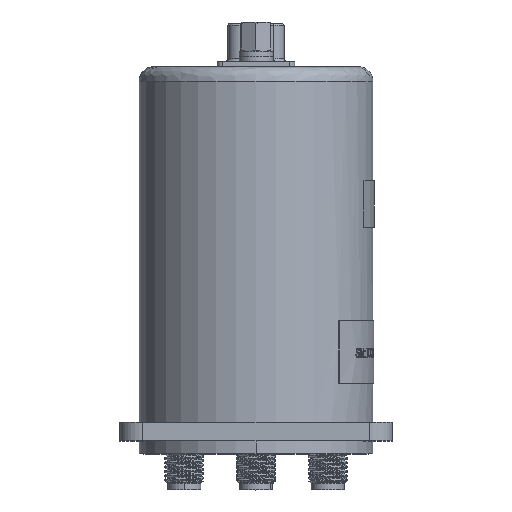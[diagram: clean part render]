
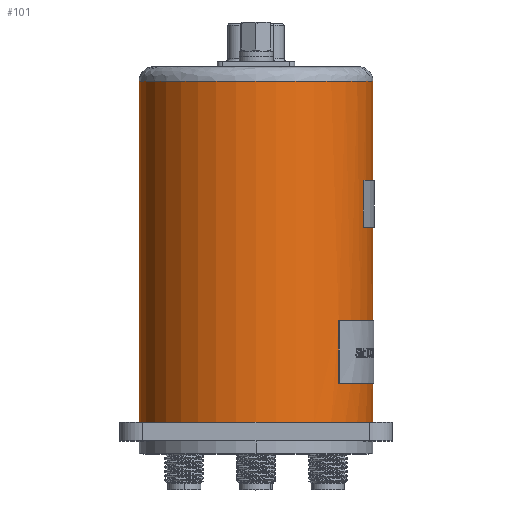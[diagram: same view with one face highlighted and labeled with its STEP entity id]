
A CAD part, top view. The second image highlights one B-rep face of the part: STEP entity #101.
In plain terms, the highlighted cylindrical face has radius 19.05 mm (diameter 38.1 mm), a partial arc.
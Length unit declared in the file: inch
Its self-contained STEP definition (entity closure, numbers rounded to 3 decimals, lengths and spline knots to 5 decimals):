
#101 = ADVANCED_FACE ( 'NONE', ( #35622 ), #30533, .T. ) ;
#519 = ORIENTED_EDGE ( 'NONE', *, *, #3376, .F. ) ;
#663 = DIRECTION ( 'NONE',  ( 0., 1., 0. ) ) ;
#776 = AXIS2_PLACEMENT_3D ( 'NONE', #11778, #663, #3767 ) ;
#857 = CARTESIAN_POINT ( 'NONE',  ( 0., 0.25, 0. ) ) ;
#1429 = VECTOR ( 'NONE', #19326, 39.37008 ) ;
#2148 = CARTESIAN_POINT ( 'NONE',  ( 0., 2.28, 0. ) ) ;
#2336 = DIRECTION ( 'NONE',  ( 0., 0., -1. ) ) ;
#2671 = EDGE_CURVE ( 'NONE', #6223, #6920, #4729, .T. ) ;
#3031 = DIRECTION ( 'NONE',  ( 0., -1., 0. ) ) ;
#3188 = VECTOR ( 'NONE', #3031, 39.37008 ) ;
#3376 = EDGE_CURVE ( 'NONE', #33850, #6877, #28230, .T. ) ;
#3767 = DIRECTION ( 'NONE',  ( 0., 0., -1. ) ) ;
#3966 = DIRECTION ( 'NONE',  ( 0., 0., -1. ) ) ;
#4191 = CARTESIAN_POINT ( 'NONE',  ( 0., 2.28, 0.75 ) ) ;
#4729 = LINE ( 'NONE', #24172, #24799 ) ;
#6146 = DIRECTION ( 'NONE',  ( 0., 1., 0. ) ) ;
#6223 = VERTEX_POINT ( 'NONE', #11780 ) ;
#6877 = VERTEX_POINT ( 'NONE', #14171 ) ;
#6920 = VERTEX_POINT ( 'NONE', #13995 ) ;
#8248 = CARTESIAN_POINT ( 'NONE',  ( 0., 2.28, -0.75 ) ) ;
#8253 = DIRECTION ( 'NONE',  ( 0., 0., -1. ) ) ;
#8338 = CIRCLE ( 'NONE', #776, 0.75 ) ;
#9431 = EDGE_CURVE ( 'NONE', #33850, #30295, #17044, .T. ) ;
#9652 = DIRECTION ( 'NONE',  ( 0., -1., 0. ) ) ;
#9785 = EDGE_CURVE ( 'NONE', #30730, #6877, #8338, .T. ) ;
#10150 = AXIS2_PLACEMENT_3D ( 'NONE', #33201, #18625, #8253 ) ;
#11647 = ORIENTED_EDGE ( 'NONE', *, *, #34201, .F. ) ;
#11778 = CARTESIAN_POINT ( 'NONE',  ( 0., 0.65, 0. ) ) ;
#11780 = CARTESIAN_POINT ( 'NONE',  ( 0., 0.25, 0.75 ) ) ;
#12172 = AXIS2_PLACEMENT_3D ( 'NONE', #857, #6146, #3966 ) ;
#12327 = ORIENTED_EDGE ( 'NONE', *, *, #27314, .F. ) ;
#13789 = DIRECTION ( 'NONE',  ( 0., -1., 0. ) ) ;
#13995 = CARTESIAN_POINT ( 'NONE',  ( 0., 0., 0.75 ) ) ;
#14171 = CARTESIAN_POINT ( 'NONE',  ( 0., 0.65, 0.75 ) ) ;
#14464 = EDGE_CURVE ( 'NONE', #28002, #6920, #25224, .T. ) ;
#16321 = AXIS2_PLACEMENT_3D ( 'NONE', #2148, #13789, #2336 ) ;
#17044 = CIRCLE ( 'NONE', #26346, 0.75 ) ;
#18625 = DIRECTION ( 'NONE',  ( 0., 1., 0. ) ) ;
#19326 = DIRECTION ( 'NONE',  ( 0., -1., 0. ) ) ;
#19454 = DIRECTION ( 'NONE',  ( 0., 0., -1. ) ) ;
#19534 = CARTESIAN_POINT ( 'NONE',  ( -0.53069, 0.65, 0.52997 ) ) ;
#19712 = CARTESIAN_POINT ( 'NONE',  ( -0.53069, 0.25, 0.52997 ) ) ;
#19916 = CARTESIAN_POINT ( 'NONE',  ( 0., 2.186, -0.75 ) ) ;
#21809 = ORIENTED_EDGE ( 'NONE', *, *, #2671, .F. ) ;
#22667 = CARTESIAN_POINT ( 'NONE',  ( 0., 0., -0.75 ) ) ;
#22958 = CARTESIAN_POINT ( 'NONE',  ( -0.53069, 0.65, 0.52997 ) ) ;
#23075 = ORIENTED_EDGE ( 'NONE', *, *, #9431, .T. ) ;
#24172 = CARTESIAN_POINT ( 'NONE',  ( 0., 2.28, 0.75 ) ) ;
#24799 = VECTOR ( 'NONE', #27467, 39.37008 ) ;
#25224 = CIRCLE ( 'NONE', #10150, 0.75 ) ;
#25988 = ORIENTED_EDGE ( 'NONE', *, *, #9785, .T. ) ;
#26346 = AXIS2_PLACEMENT_3D ( 'NONE', #35019, #32294, #19454 ) ;
#27302 = VERTEX_POINT ( 'NONE', #19712 ) ;
#27314 = EDGE_CURVE ( 'NONE', #30730, #27302, #27928, .T. ) ;
#27467 = DIRECTION ( 'NONE',  ( 0., -1., 0. ) ) ;
#27550 = EDGE_CURVE ( 'NONE', #30295, #28002, #33194, .T. ) ;
#27928 = LINE ( 'NONE', #19534, #3188 ) ;
#28002 = VERTEX_POINT ( 'NONE', #22667 ) ;
#28230 = LINE ( 'NONE', #4191, #34162 ) ;
#29038 = CIRCLE ( 'NONE', #12172, 0.75 ) ;
#30295 = VERTEX_POINT ( 'NONE', #19916 ) ;
#30533 = CYLINDRICAL_SURFACE ( 'NONE', #16321, 0.75 ) ;
#30730 = VERTEX_POINT ( 'NONE', #22958 ) ;
#32294 = DIRECTION ( 'NONE',  ( 0., -1., 0. ) ) ;
#32565 = EDGE_LOOP ( 'NONE', ( #519, #23075, #35193, #33778, #21809, #11647, #12327, #25988 ) ) ;
#33194 = LINE ( 'NONE', #8248, #1429 ) ;
#33201 = CARTESIAN_POINT ( 'NONE',  ( 0., 0., 0. ) ) ;
#33778 = ORIENTED_EDGE ( 'NONE', *, *, #14464, .T. ) ;
#33850 = VERTEX_POINT ( 'NONE', #34576 ) ;
#34162 = VECTOR ( 'NONE', #9652, 39.37008 ) ;
#34201 = EDGE_CURVE ( 'NONE', #27302, #6223, #29038, .T. ) ;
#34576 = CARTESIAN_POINT ( 'NONE',  ( 0., 2.186, 0.75 ) ) ;
#35019 = CARTESIAN_POINT ( 'NONE',  ( 0., 2.186, 0. ) ) ;
#35193 = ORIENTED_EDGE ( 'NONE', *, *, #27550, .T. ) ;
#35622 = FACE_OUTER_BOUND ( 'NONE', #32565, .T. ) ;
